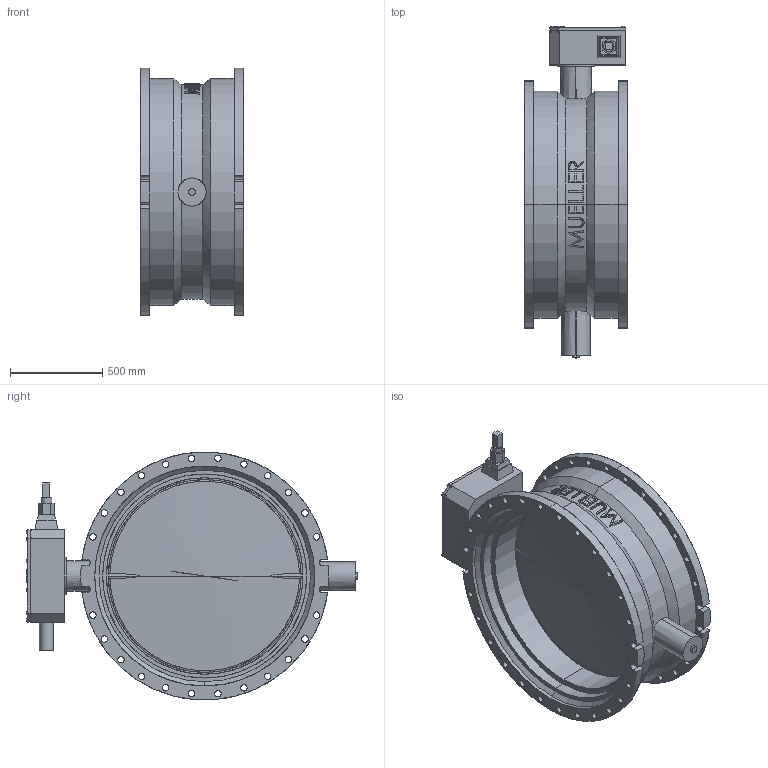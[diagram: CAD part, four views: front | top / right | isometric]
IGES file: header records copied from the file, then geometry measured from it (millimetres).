
Start section: SolidWorks IGES file using analytic representation for surfaces
Global section: file name: muller_valve_assy.IGS; native system: SolidWorks 2012; preprocessor: SolidWorks 2012; author: CAD; date: 150428.134745; units: millimetre
Bounding box: 558.8 x 1801.75 x 1346.2 mm (x, y, z)
Surface area: 12020683 mm2 (no closed solid volume)
Topology: 0 solids, 0 shells, 506 faces, 11132 edges, 11128 vertices
Faces by surface type: bspline 259, revolution 247
